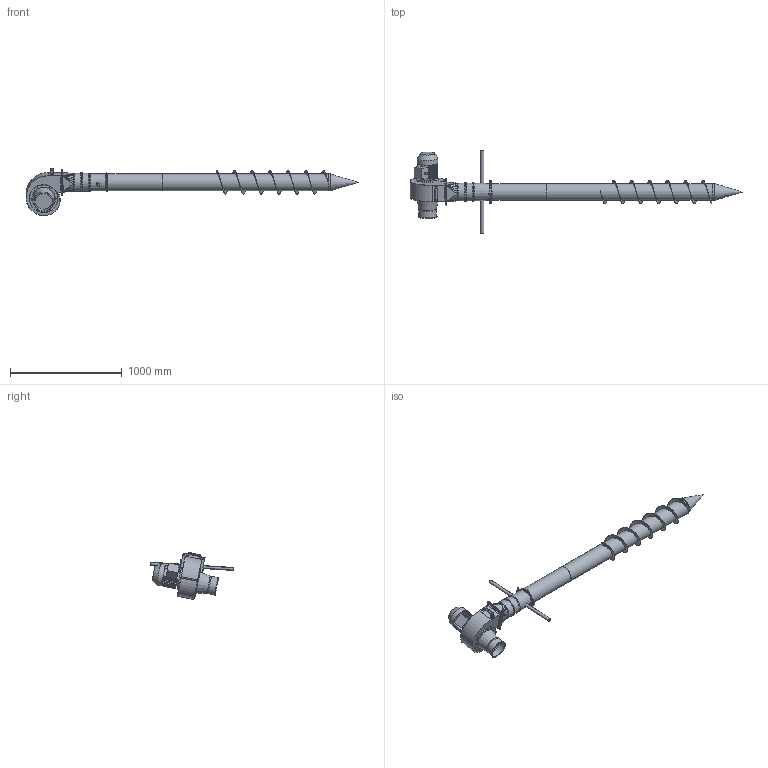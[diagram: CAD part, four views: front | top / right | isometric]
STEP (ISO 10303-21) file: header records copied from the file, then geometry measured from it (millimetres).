
FILE_DESCRIPTION((''),'2;1');
FILE_NAME('4009003015831 Airlance d150 + Ventilator.stp','2014-02-12T15:56:01',('praktikant'),(''),'Autodesk Inventor 2013','Autodesk Inventor 2013','');
FILE_SCHEMA(('AUTOMOTIVE_DESIGN { 1 0 10303 214 1 1 1 1 }'));
Length unit declared in the file: millimetre
Products named in the file (43): 4009003015831 Airlance d150 + Ventilator; 4009003015831-Airlance-Zusammenbau; 4009003015956-Konus mit Griff-Zusammenbau; 4009003015956-Konus d160; 4009003015956-Ring d160; DIN 2448 26,9 x 2,6 - 750; DIN EN 10058 10 x 5 - 40; 4009003015954-Airlance-Halbfertigteil; 4009003015954-Pervorierung; 4009003015954-unpervoriert; 4009003015954-Spitze; 4009003015954-Spirale; 4010024015673 Spannring komplett; Spannringhälfte; Spannringreif; Böckchen mit Drehteil; Böckchen; Drehteil; Böckchen mit Drehteil 2; KK 340912660 Zylinderschraube DIN 912 M6x60 Stahl 8.8 verzinkt gelb; 4009003015957-Übergang druckseitig für Airlance; 4009003015957-Übergang re-ru (Flansch); 4009003015957-Übergang re-ru (ohne Verlängerung); 4009003015957-Übergang re-ru (nur Verlängerung); 4009003015957-Ring d160; 4009003015958-Übergang saugseitig für Airlance; 4009003015958-Übergang (Flansch); 4009003015958-Übergang ru-ru; 4009003015958-Ring d160; 4009029015681-Ventilator für Airlance; Gehäuseblech Motorseite; Gehäuseblech Saugseite; Gehäuseblech; 43002900; ganter_gn_528-pa-117-sw; Lüfterrad SL-E 200x102 R52; Ansaugdüse ES200; Ausblasflansch; DIN 125-1 A A 8,4; DIN 934 - ersetzt durch DIN EN 24032_28673_28674 M8 ...
Assembly tree (65 placements, depth 6):
  4009003015831 Airlance d150 + Ventilator
    4009003015831-Airlance-Zusammenbau
      4009003015956-Konus mit Griff-Zusammenbau
        4009003015956-Konus d160
        4009003015956-Ring d160
        DIN 2448 26,9 x 2,6 - 750
        DIN EN 10058 10 x 5 - 40
      4009003015954-Airlance-Halbfertigteil
        4009003015954-Pervorierung
        4009003015954-unpervoriert
        4009003015954-Spitze
        4009003015954-Spirale
        DIN EN 10058 10 x 5 - 40
      4010024015673 Spannring komplett
        Spannringhälfte  x2
          Spannringreif
          Böckchen mit Drehteil
            Böckchen
        Drehteil  x4
        Böckchen mit Drehteil 2  x2
          Böckchen
        KK 340912660 Zylinderschraube DIN 912 M6x60 Stahl 8.8 verzinkt gelb  x2
    4009003015957-Übergang druckseitig für Airlance
      4009003015957-Übergang re-ru (Flansch)
      4009003015957-Übergang re-ru (ohne Verlängerung)
      4009003015957-Übergang re-ru (nur Verlängerung)
      4009003015957-Ring d160
    4009003015958-Übergang saugseitig für Airlance
      4009003015958-Übergang (Flansch)
      4009003015958-Übergang ru-ru
      4009003015958-Ring d160
    4009029015681-Ventilator für Airlance
      Gehäuseblech Motorseite
      Gehäuseblech Saugseite
      Gehäuseblech
      43002900
      ganter_gn_528-pa-117-sw
      Lüfterrad SL-E 200x102 R52
      Ansaugdüse ES200
      Ausblasflansch
      DIN 125-1 A A 8,4  x6
      DIN 934 - ersetzt durch DIN EN 24032_28673_28674 M8  x6
      Blindnietmutter M5x13,5  x6
      Gegenflansch
      Schutzgitter
Bounding box: 2972.29 x 750.19 x 420.71 mm (x, y, z)
Volume: 7907210.5 mm3; surface area: 4699973.8 mm2
Topology: 58 solids, 58 shells, 1873 faces, 4421 edges, 2669 vertices
Faces by surface type: plane 731, cylinder 652, torus 210, cone 172, bspline 100, sphere 8
Full cylindrical faces by diameter (mm): 3.5 x8, 4 x6, 4.134 x6, 4.917 x4, 5 x6, 6 x2, 6.647 x6, 7 x38, 8 x4, 8.4 x6, 8.5 x4, 9 x4, 10 x2, 11 x4, 12 x4, 13.5 x2, 16 x6, 21.7 x1, 24 x2, 24.45 x1, 26.9 x1, 40 x1, 130 x2, 131 x1, 148 x2, 150 x3, 152 x1, 156 x2, 158 x5, 160 x4
Entity records: 41245 total; most frequent: CARTESIAN_POINT 9946, DIRECTION 6683, ORIENTED_EDGE 5674, EDGE_CURVE 2837, AXIS2_PLACEMENT_3D 2617, VERTEX_POINT 1826, EDGE_LOOP 1609, VECTOR 1449
